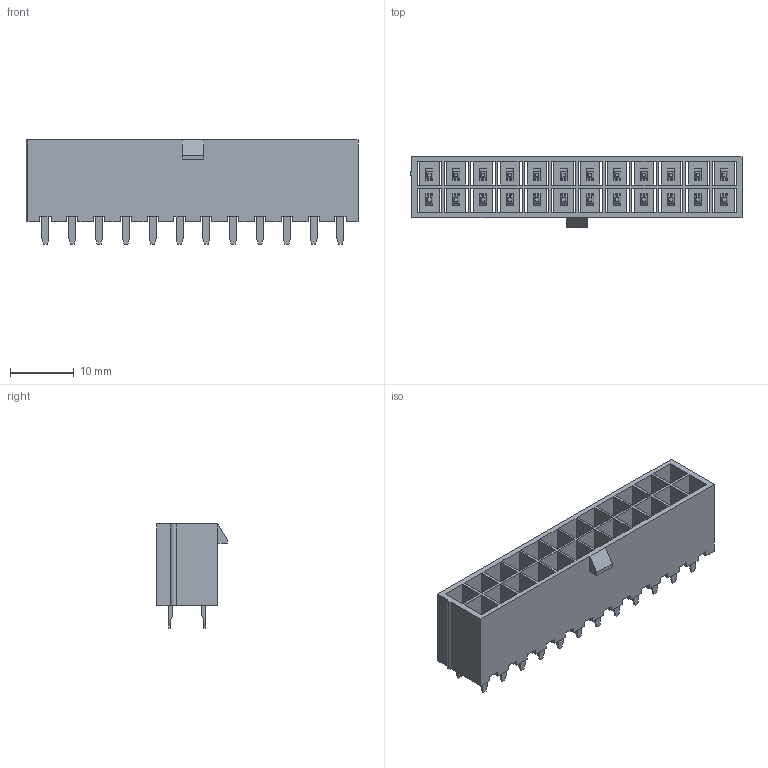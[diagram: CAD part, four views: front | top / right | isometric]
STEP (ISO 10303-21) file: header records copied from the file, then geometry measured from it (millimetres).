
FILE_DESCRIPTION( ( 'Unknown' ), '1' );
FILE_NAME( '64902421122.stp', 'Unknown', ( 'Unknown' ), ( 'Unknown' ), 'PSStep 14.0', 'Unknown', ' ' );
FILE_SCHEMA( ( 'AUTOMOTIVE_DESIGN { 1 0 10303 214 1 1 1 1 }' ) );
Length unit declared in the file: millimetre
Products named in the file (3): Assem1; 6490xx21122_PIN; 64902421122
Assembly tree (25 placements, depth 2):
  Assem1
    6490xx21122_PIN  x24
    64902421122
Bounding box: 52 x 11.1 x 16.3 mm (x, y, z)
Volume: 2760.7 mm3; surface area: 9320.2 mm2
Topology: 25 solids, 25 shells, 2437 faces, 7183 edges, 4724 vertices
Faces by surface type: plane 1764, cylinder 673
Entity records: 28011 total; most frequent: ORIENTED_EDGE 4154, CARTESIAN_POINT 4112, DIRECTION 3473, EDGE_CURVE 2077, LINE 2019, VECTOR 2019, VERTEX_POINT 1366, AXIS2_PLACEMENT_3D 727
